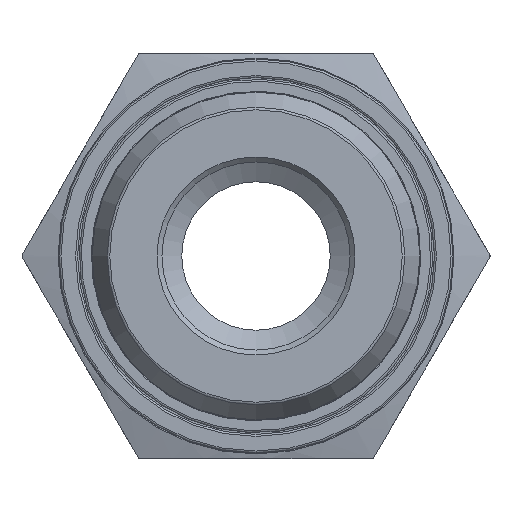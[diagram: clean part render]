
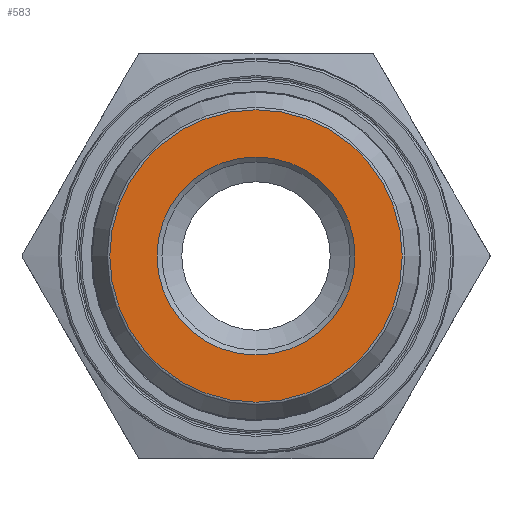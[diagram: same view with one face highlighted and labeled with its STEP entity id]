
A CAD part, left-side view. The second image highlights one B-rep face of the part: STEP entity #583.
In plain terms, the highlighted planar face has unit normal (-1, 0, 0).
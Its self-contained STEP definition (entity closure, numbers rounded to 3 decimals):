
#382=FACE_BOUND('',#737,.T.);
#383=FACE_BOUND('',#738,.T.);
#489=CIRCLE('',#1548,10.);
#490=CIRCLE('',#1549,14.772);
#545=PLANE('',#1550);
#583=ADVANCED_FACE('',(#382,#383),#545,.F.);
#737=EDGE_LOOP('',(#1042));
#738=EDGE_LOOP('',(#1043));
#1042=ORIENTED_EDGE('',*,*,#1408,.T.);
#1043=ORIENTED_EDGE('',*,*,#1409,.T.);
#1268=VERTEX_POINT('',#2600);
#1269=VERTEX_POINT('',#2602);
#1408=EDGE_CURVE('',#1268,#1268,#489,.T.);
#1409=EDGE_CURVE('',#1269,#1269,#490,.T.);
#1548=AXIS2_PLACEMENT_3D('',#2599,#1769,#1770);
#1549=AXIS2_PLACEMENT_3D('',#2601,#1771,#1772);
#1550=AXIS2_PLACEMENT_3D('',#2603,#1773,#1774);
#1769=DIRECTION('',(1.,0.,0.));
#1770=DIRECTION('',(0.,0.,-1.));
#1771=DIRECTION('',(-1.,0.,0.));
#1772=DIRECTION('',(0.,0.,-1.));
#1773=DIRECTION('',(1.,0.,0.));
#1774=DIRECTION('',(0.,0.,-1.));
#2599=CARTESIAN_POINT('',(0.,0.,0.));
#2600=CARTESIAN_POINT('',(0.,0.,-10.));
#2601=CARTESIAN_POINT('',(0.,0.,0.));
#2602=CARTESIAN_POINT('',(0.,0.,-14.772));
#2603=CARTESIAN_POINT('',(0.,-23.435,0.));
